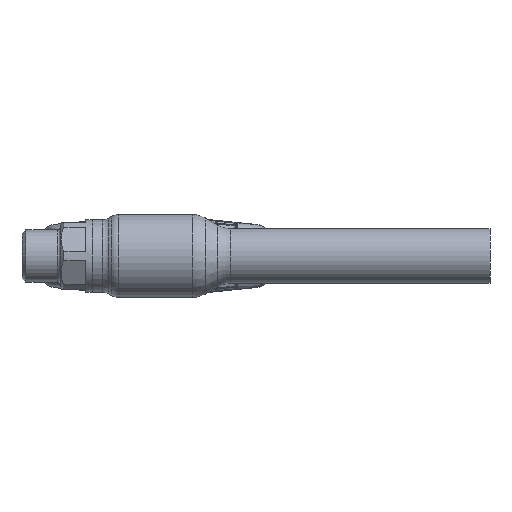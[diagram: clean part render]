
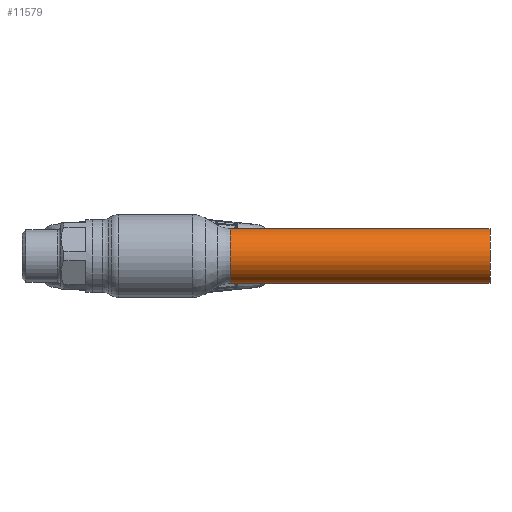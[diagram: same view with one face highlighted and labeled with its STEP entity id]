
A CAD part, front view. The second image highlights one B-rep face of the part: STEP entity #11579.
In plain terms, the highlighted cylindrical face has radius 8.6 mm (diameter 17.2 mm), a partial arc.
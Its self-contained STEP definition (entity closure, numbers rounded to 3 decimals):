
#4039 = ORIENTED_EDGE ( 'NONE', *, *, #52606, .T. ) ;
#5069 = LINE ( 'NONE', #35148, #11453 ) ;
#6185 = ORIENTED_EDGE ( 'NONE', *, *, #32687, .F. ) ;
#7311 = FACE_OUTER_BOUND ( 'NONE', #39835, .T. ) ;
#11408 = CARTESIAN_POINT ( 'NONE',  ( 105., 0., -8.6 ) ) ;
#11453 = VECTOR ( 'NONE', #12602, 1000. ) ;
#11579 = ADVANCED_FACE ( 'NONE', ( #7311 ), #41244, .T. ) ;
#12289 = VERTEX_POINT ( 'NONE', #35165 ) ;
#12602 = DIRECTION ( 'NONE',  ( 1., 0., 0. ) ) ;
#12776 = CARTESIAN_POINT ( 'NONE',  ( 23.515, 0., 0. ) ) ;
#12861 = DIRECTION ( 'NONE',  ( 0., 0., -1. ) ) ;
#13892 = DIRECTION ( 'NONE',  ( 1., 0., 0. ) ) ;
#15342 = CARTESIAN_POINT ( 'NONE',  ( 105., 0., 0. ) ) ;
#16772 = CARTESIAN_POINT ( 'NONE',  ( 62.69, 0., 0. ) ) ;
#17284 = CIRCLE ( 'NONE', #48380, 8.6 ) ;
#17502 = DIRECTION ( 'NONE',  ( 0., 0., -1. ) ) ;
#17756 = AXIS2_PLACEMENT_3D ( 'NONE', #12776, #13892, #17502 ) ;
#18351 = DIRECTION ( 'NONE',  ( 1., 0., 0. ) ) ;
#18917 = VERTEX_POINT ( 'NONE', #48417 ) ;
#25645 = LINE ( 'NONE', #30895, #52983 ) ;
#29168 = EDGE_CURVE ( 'NONE', #12289, #18917, #37292, .T. ) ;
#30487 = VERTEX_POINT ( 'NONE', #37170 ) ;
#30895 = CARTESIAN_POINT ( 'NONE',  ( 62.69, 0., -8.6 ) ) ;
#32687 = EDGE_CURVE ( 'NONE', #12289, #30487, #5069, .T. ) ;
#35148 = CARTESIAN_POINT ( 'NONE',  ( 62.69, 0., 8.6 ) ) ;
#35165 = CARTESIAN_POINT ( 'NONE',  ( 23.515, 0., 8.6 ) ) ;
#37170 = CARTESIAN_POINT ( 'NONE',  ( 105., 0., 8.6 ) ) ;
#37292 = CIRCLE ( 'NONE', #17756, 8.6 ) ;
#37381 = ORIENTED_EDGE ( 'NONE', *, *, #29168, .T. ) ;
#38192 = DIRECTION ( 'NONE',  ( 1., 0., 0. ) ) ;
#39153 = VERTEX_POINT ( 'NONE', #11408 ) ;
#39835 = EDGE_LOOP ( 'NONE', ( #6185, #37381, #4039, #51831 ) ) ;
#40357 = DIRECTION ( 'NONE',  ( 0., 0., -1. ) ) ;
#41244 = CYLINDRICAL_SURFACE ( 'NONE', #49442, 8.6 ) ;
#44253 = DIRECTION ( 'NONE',  ( 1., 0., 0. ) ) ;
#48380 = AXIS2_PLACEMENT_3D ( 'NONE', #15342, #44253, #40357 ) ;
#48417 = CARTESIAN_POINT ( 'NONE',  ( 23.515, 0., -8.6 ) ) ;
#49442 = AXIS2_PLACEMENT_3D ( 'NONE', #16772, #38192, #12861 ) ;
#51098 = EDGE_CURVE ( 'NONE', #30487, #39153, #17284, .T. ) ;
#51831 = ORIENTED_EDGE ( 'NONE', *, *, #51098, .F. ) ;
#52606 = EDGE_CURVE ( 'NONE', #18917, #39153, #25645, .T. ) ;
#52983 = VECTOR ( 'NONE', #18351, 1000. ) ;
